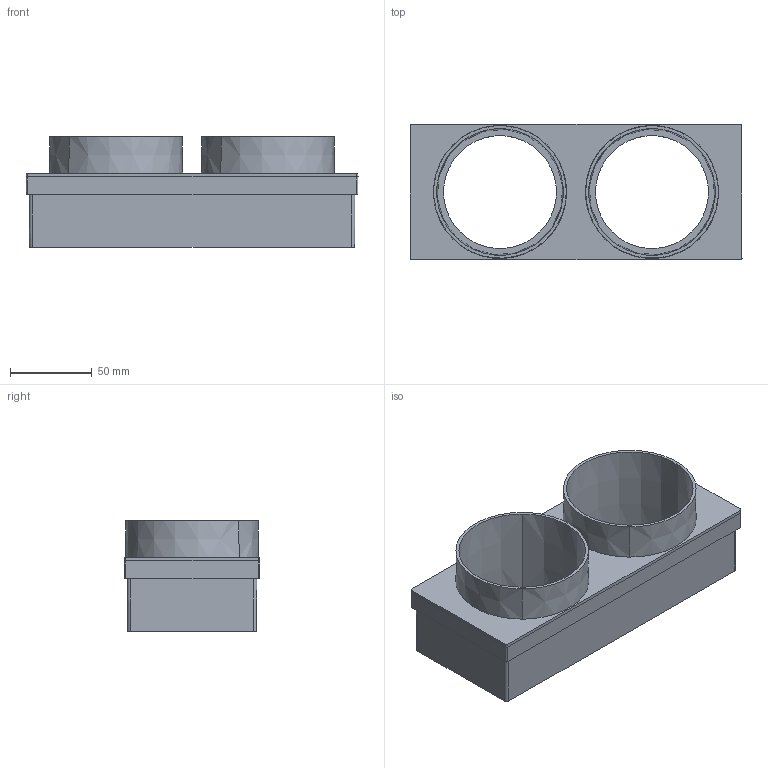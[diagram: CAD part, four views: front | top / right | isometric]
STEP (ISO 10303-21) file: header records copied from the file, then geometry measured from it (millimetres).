
FILE_DESCRIPTION(('Creo Elements/Direct Modeling STEP Export'),'2;1');
FILE_NAME('0059.0972_MF-WE75.stp','2017-07-11T17:55:32',(''),(''),'PTC Creo Elements/Direct Modeling STEP processor for AP214 (Solid Model)','PTC Creo Elements/Direct Modeling 19.0C 15-Aug-2015 (C) Parametric Technology GmbH','');
FILE_SCHEMA(('AUTOMOTIVE_DESIGN { 1 0 10303 214 1 1 1 1 }'));
Length unit declared in the file: millimetre
Products named in the file (2): 0059.0972.0000_AdapterEinsatz_2X75.1
Assembly tree (1 placements, depth 2):
  0059.0972.0000_AdapterEinsatz_2X75.1
    0059.0972.0000_AdapterEinsatz_2X75.1
Bounding box: 202.9 x 83 x 67.5 mm (x, y, z)
Volume: 117493 mm3; surface area: 115357.4 mm2
Topology: 1 solids, 1 shells, 64 faces, 167 edges, 111 vertices
Faces by surface type: plane 28, cylinder 16, cone 12, bspline 8
Entity records: 6500 total; most frequent: CARTESIAN_POINT 4977, ORIENTED_EDGE 334, DIRECTION 264, EDGE_CURVE 167, VERTEX_POINT 111, AXIS2_PLACEMENT_3D 94, VECTOR 76, LINE 76
